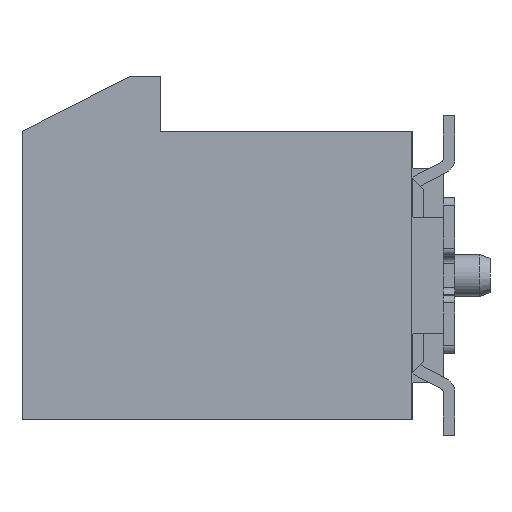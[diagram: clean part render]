
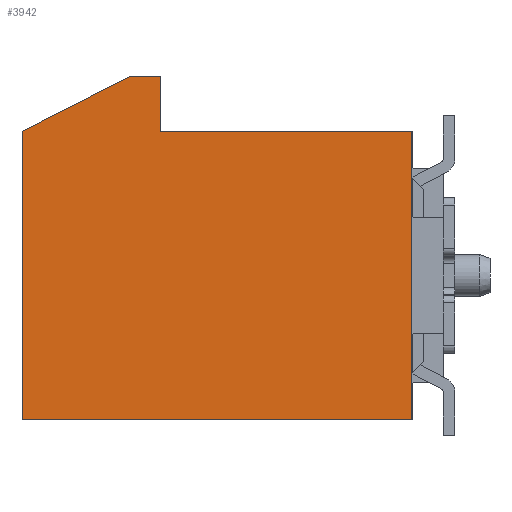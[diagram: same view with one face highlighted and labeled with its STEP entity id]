
A CAD part, left-side view. The second image highlights one B-rep face of the part: STEP entity #3942.
In plain terms, the highlighted planar face has unit normal (-1, 0, 0).
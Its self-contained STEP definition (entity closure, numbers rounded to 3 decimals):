
#68 = CARTESIAN_POINT ( 'NONE',  ( -14.65, 1.1, -3.7 ) ) ;
#407 = EDGE_CURVE ( 'NONE', #7136, #3793, #8915, .T. ) ;
#519 = DIRECTION ( 'NONE',  ( 0., 0., 1. ) ) ;
#1179 = EDGE_LOOP ( 'NONE', ( #3917, #13664, #3775, #6687, #4901, #13234, #10975 ) ) ;
#1460 = EDGE_CURVE ( 'NONE', #3793, #3583, #6305, .T. ) ;
#1952 = VECTOR ( 'NONE', #2834, 1000. ) ;
#2481 = LINE ( 'NONE', #2886, #1952 ) ;
#2646 = CARTESIAN_POINT ( 'NONE',  ( -14.65, 7.55, 3.7 ) ) ;
#2834 = DIRECTION ( 'NONE',  ( 0., 0., 1. ) ) ;
#2886 = CARTESIAN_POINT ( 'NONE',  ( -14.65, 11.1, -3.7 ) ) ;
#3038 = PLANE ( 'NONE',  #7994 ) ;
#3494 = CARTESIAN_POINT ( 'NONE',  ( -14.65, 48.272, 3.7 ) ) ;
#3583 = VERTEX_POINT ( 'NONE', #7170 ) ;
#3679 = EDGE_CURVE ( 'NONE', #4611, #13040, #2481, .T. ) ;
#3775 = ORIENTED_EDGE ( 'NONE', *, *, #6722, .T. ) ;
#3793 = VERTEX_POINT ( 'NONE', #4040 ) ;
#3917 = ORIENTED_EDGE ( 'NONE', *, *, #3679, .F. ) ;
#3942 = ADVANCED_FACE ( 'NONE', ( #12614 ), #3038, .F. ) ;
#4040 = CARTESIAN_POINT ( 'NONE',  ( -14.65, 7.55, 5.1 ) ) ;
#4172 = VECTOR ( 'NONE', #11275, 1000. ) ;
#4611 = VERTEX_POINT ( 'NONE', #7358 ) ;
#4848 = DIRECTION ( 'NONE',  ( 0., 0.891, -0.454 ) ) ;
#4901 = ORIENTED_EDGE ( 'NONE', *, *, #407, .T. ) ;
#5237 = VECTOR ( 'NONE', #519, 1000. ) ;
#5589 = LINE ( 'NONE', #12060, #7809 ) ;
#5598 = CARTESIAN_POINT ( 'NONE',  ( -14.65, 48.272, -3.7 ) ) ;
#5865 = VECTOR ( 'NONE', #10670, 1000. ) ;
#5921 = VECTOR ( 'NONE', #8320, 1000. ) ;
#6218 = CARTESIAN_POINT ( 'NONE',  ( -14.65, 1.1, -3.7 ) ) ;
#6305 = LINE ( 'NONE', #9513, #13840 ) ;
#6687 = ORIENTED_EDGE ( 'NONE', *, *, #7771, .F. ) ;
#6722 = EDGE_CURVE ( 'NONE', #14874, #13348, #12897, .T. ) ;
#7136 = VERTEX_POINT ( 'NONE', #2646 ) ;
#7170 = CARTESIAN_POINT ( 'NONE',  ( -14.65, 8.35, 5.1 ) ) ;
#7358 = CARTESIAN_POINT ( 'NONE',  ( -14.65, 11.1, -3.7 ) ) ;
#7771 = EDGE_CURVE ( 'NONE', #7136, #13348, #8253, .T. ) ;
#7809 = VECTOR ( 'NONE', #4848, 1000. ) ;
#7994 = AXIS2_PLACEMENT_3D ( 'NONE', #5598, #11304, #11417 ) ;
#8113 = EDGE_CURVE ( 'NONE', #4611, #14874, #11570, .T. ) ;
#8253 = LINE ( 'NONE', #3494, #5865 ) ;
#8320 = DIRECTION ( 'NONE',  ( 0., 0., 1. ) ) ;
#8915 = LINE ( 'NONE', #11080, #5237 ) ;
#9513 = CARTESIAN_POINT ( 'NONE',  ( -14.65, 8.35, 5.1 ) ) ;
#9870 = DIRECTION ( 'NONE',  ( 0., 1., 0. ) ) ;
#10670 = DIRECTION ( 'NONE',  ( 0., -1., 0. ) ) ;
#10975 = ORIENTED_EDGE ( 'NONE', *, *, #13667, .T. ) ;
#11080 = CARTESIAN_POINT ( 'NONE',  ( -14.65, 7.55, 5.1 ) ) ;
#11275 = DIRECTION ( 'NONE',  ( 0., -1., 0. ) ) ;
#11304 = DIRECTION ( 'NONE',  ( 1., 0., 0. ) ) ;
#11417 = DIRECTION ( 'NONE',  ( 0., 0., -1. ) ) ;
#11570 = LINE ( 'NONE', #13638, #4172 ) ;
#12060 = CARTESIAN_POINT ( 'NONE',  ( -14.65, 11.1, 3.7 ) ) ;
#12614 = FACE_OUTER_BOUND ( 'NONE', #1179, .T. ) ;
#12897 = LINE ( 'NONE', #68, #5921 ) ;
#13040 = VERTEX_POINT ( 'NONE', #15036 ) ;
#13076 = CARTESIAN_POINT ( 'NONE',  ( -14.65, 1.1, 3.7 ) ) ;
#13234 = ORIENTED_EDGE ( 'NONE', *, *, #1460, .T. ) ;
#13348 = VERTEX_POINT ( 'NONE', #13076 ) ;
#13638 = CARTESIAN_POINT ( 'NONE',  ( -14.65, 48.272, -3.7 ) ) ;
#13664 = ORIENTED_EDGE ( 'NONE', *, *, #8113, .T. ) ;
#13667 = EDGE_CURVE ( 'NONE', #3583, #13040, #5589, .T. ) ;
#13840 = VECTOR ( 'NONE', #9870, 1000. ) ;
#14874 = VERTEX_POINT ( 'NONE', #6218 ) ;
#15036 = CARTESIAN_POINT ( 'NONE',  ( -14.65, 11.1, 3.7 ) ) ;
